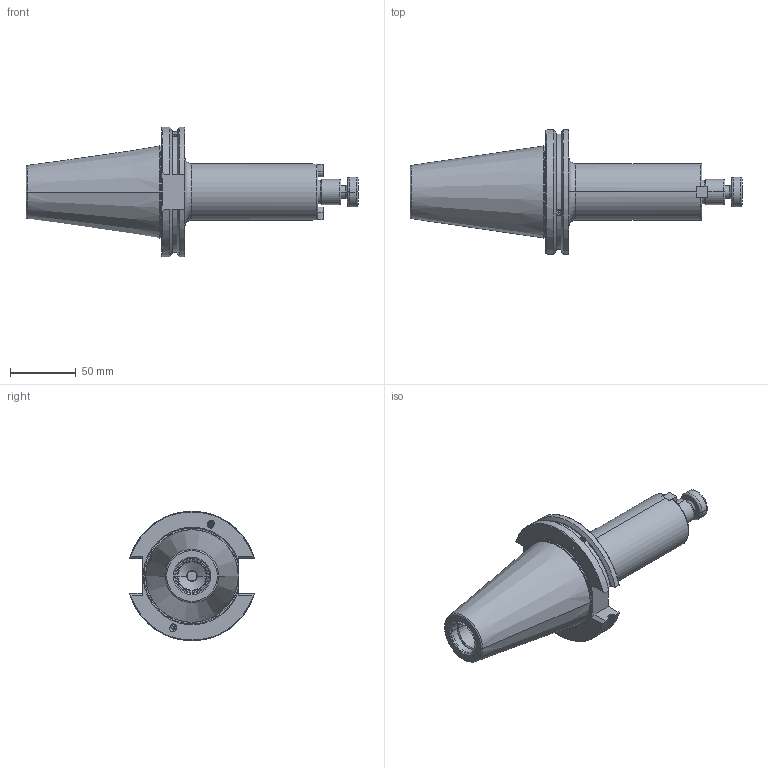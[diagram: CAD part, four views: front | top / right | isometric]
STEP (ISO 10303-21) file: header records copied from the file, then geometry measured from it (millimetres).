
FILE_DESCRIPTION((''),'2;1');
FILE_NAME('CCT50ADB-SMA19_05-119_888_ASM','2020-01-30T11:42:25',('eos'),(''),'CREO PARAMETRIC BY PTC INC, 2018500','CREO PARAMETRIC BY PTC INC, 2018500','');
FILE_SCHEMA(('CONFIG_CONTROL_DESIGN'));
Length unit declared in the file: millimetre
Products named in the file (4): CCT50ADB-SMA19_05-119_888_BODY; KEY_SMA19_05; COLLAR-BOLT_UNF3_8-24X24L; CCT50ADB-SMA19_05-119_888_ASM
Assembly tree (4 placements, depth 2):
  CCT50ADB-SMA19_05-119_888_ASM
    CCT50ADB-SMA19_05-119_888_BODY
    KEY_SMA19_05  x2
    COLLAR-BOLT_UNF3_8-24X24L
Bounding box: 251.97 x 94.96 x 98.07 mm (x, y, z)
Volume: 454919.4 mm3; surface area: 73642.5 mm2
Topology: 4 solids, 12 shells, 214 faces, 546 edges, 348 vertices
Faces by surface type: cylinder 84, plane 75, cone 35, torus 20
Entity records: 6593 total; most frequent: CARTESIAN_POINT 1567, DIRECTION 1076, ORIENTED_EDGE 964, EDGE_CURVE 510, AXIS2_PLACEMENT_3D 429, VERTEX_POINT 332, EDGE_LOOP 234, VECTOR 218
